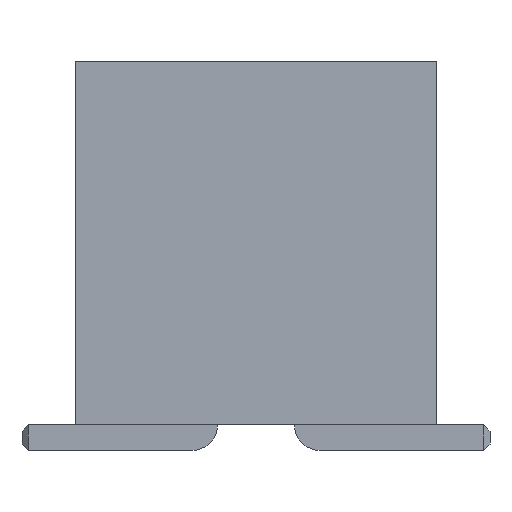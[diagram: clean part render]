
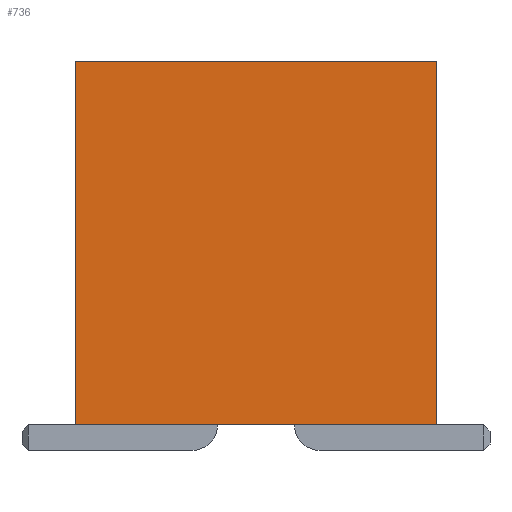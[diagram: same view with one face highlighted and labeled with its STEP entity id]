
A CAD part, front view. The second image highlights one B-rep face of the part: STEP entity #736.
In plain terms, the highlighted planar face has unit normal (0, -1, 0).
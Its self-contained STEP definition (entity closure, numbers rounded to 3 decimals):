
#24 = VERTEX_POINT('',#25);
#25 = CARTESIAN_POINT('',(-4.475,-16.51,9.64));
#31 = EDGE_CURVE('',#24,#32,#34,.T.);
#32 = VERTEX_POINT('',#33);
#33 = CARTESIAN_POINT('',(4.475,-16.51,9.64));
#34 = LINE('',#35,#36);
#35 = CARTESIAN_POINT('',(-4.475,-16.51,9.64));
#36 = VECTOR('',#37,1.);
#37 = DIRECTION('',(1.,0.,0.));
#165 = EDGE_CURVE('',#166,#24,#168,.T.);
#166 = VERTEX_POINT('',#167);
#167 = CARTESIAN_POINT('',(-4.475,-16.51,0.64));
#168 = LINE('',#169,#170);
#169 = CARTESIAN_POINT('',(-4.475,-16.51,0.64));
#170 = VECTOR('',#171,1.);
#171 = DIRECTION('',(0.,0.,1.));
#556 = EDGE_CURVE('',#557,#32,#559,.T.);
#557 = VERTEX_POINT('',#558);
#558 = CARTESIAN_POINT('',(4.475,-16.51,0.64));
#559 = LINE('',#560,#561);
#560 = CARTESIAN_POINT('',(4.475,-16.51,0.64));
#561 = VECTOR('',#562,1.);
#562 = DIRECTION('',(0.,0.,1.));
#736 = ADVANCED_FACE('',(#737),#748,.F.);
#737 = FACE_BOUND('',#738,.T.);
#738 = EDGE_LOOP('',(#739,#740,#746,#747));
#739 = ORIENTED_EDGE('',*,*,#165,.F.);
#740 = ORIENTED_EDGE('',*,*,#741,.T.);
#741 = EDGE_CURVE('',#166,#557,#742,.T.);
#742 = LINE('',#743,#744);
#743 = CARTESIAN_POINT('',(-4.475,-16.51,0.64));
#744 = VECTOR('',#745,1.);
#745 = DIRECTION('',(1.,0.,0.));
#746 = ORIENTED_EDGE('',*,*,#556,.T.);
#747 = ORIENTED_EDGE('',*,*,#31,.F.);
#748 = PLANE('',#749);
#749 = AXIS2_PLACEMENT_3D('',#750,#751,#752);
#750 = CARTESIAN_POINT('',(-4.475,-16.51,0.64));
#751 = DIRECTION('',(0.,1.,0.));
#752 = DIRECTION('',(1.,0.,0.));
